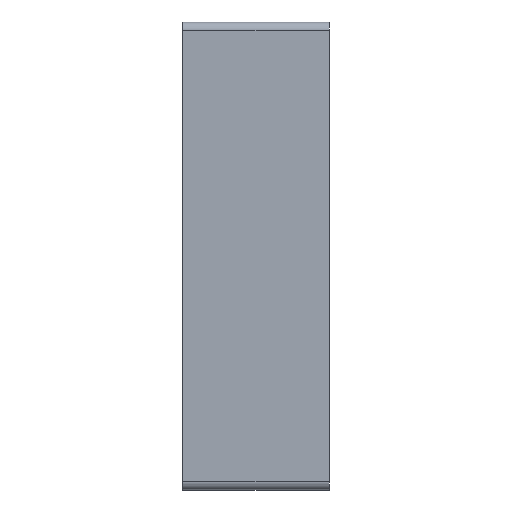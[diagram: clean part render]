
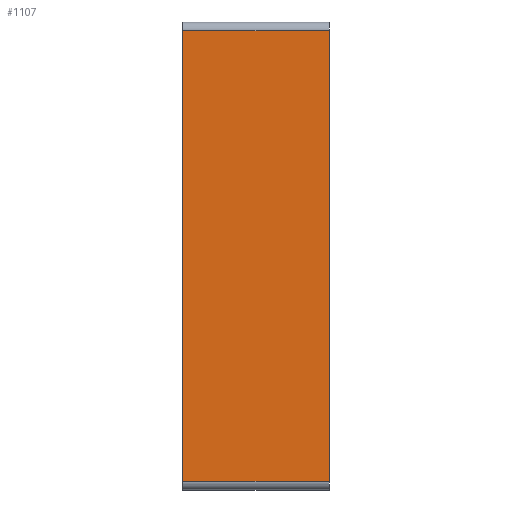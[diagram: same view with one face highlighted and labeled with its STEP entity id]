
A CAD part, left-side view. The second image highlights one B-rep face of the part: STEP entity #1107.
In plain terms, the highlighted planar face has unit normal (-1, 0, 0).
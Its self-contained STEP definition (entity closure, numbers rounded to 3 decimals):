
#25 = VECTOR ( 'NONE', #119, 1000. ) ;
#78 = VERTEX_POINT ( 'NONE', #587 ) ;
#116 = DIRECTION ( 'NONE',  ( 0., -1., 0. ) ) ;
#119 = DIRECTION ( 'NONE',  ( 0., 0., 1. ) ) ;
#243 = VERTEX_POINT ( 'NONE', #666 ) ;
#267 = ORIENTED_EDGE ( 'NONE', *, *, #297, .T. ) ;
#297 = EDGE_CURVE ( 'NONE', #1229, #469, #637, .T. ) ;
#344 = DIRECTION ( 'NONE',  ( 0., 0., 1. ) ) ;
#469 = VERTEX_POINT ( 'NONE', #1258 ) ;
#587 = CARTESIAN_POINT ( 'NONE',  ( 0., 25., -1.5 ) ) ;
#637 = LINE ( 'NONE', #1220, #25 ) ;
#664 = ORIENTED_EDGE ( 'NONE', *, *, #1338, .T. ) ;
#666 = CARTESIAN_POINT ( 'NONE',  ( 0., 25., -78.5 ) ) ;
#689 = EDGE_CURVE ( 'NONE', #469, #78, #696, .T. ) ;
#693 = DIRECTION ( 'NONE',  ( 0., 0., -1. ) ) ;
#696 = LINE ( 'NONE', #1588, #1450 ) ;
#754 = CARTESIAN_POINT ( 'NONE',  ( 0., 0., -78.5 ) ) ;
#873 = EDGE_LOOP ( 'NONE', ( #1033, #1172, #664, #267 ) ) ;
#934 = PLANE ( 'NONE',  #1058 ) ;
#970 = DIRECTION ( 'NONE',  ( 0., 1., 0. ) ) ;
#978 = LINE ( 'NONE', #1478, #1476 ) ;
#991 = LINE ( 'NONE', #1247, #1266 ) ;
#1033 = ORIENTED_EDGE ( 'NONE', *, *, #689, .T. ) ;
#1058 = AXIS2_PLACEMENT_3D ( 'NONE', #1315, #1216, #693 ) ;
#1107 = ADVANCED_FACE ( 'NONE', ( #1564 ), #934, .F. ) ;
#1172 = ORIENTED_EDGE ( 'NONE', *, *, #1379, .F. ) ;
#1216 = DIRECTION ( 'NONE',  ( 1., 0., 0. ) ) ;
#1220 = CARTESIAN_POINT ( 'NONE',  ( 0., 0., 0. ) ) ;
#1229 = VERTEX_POINT ( 'NONE', #754 ) ;
#1247 = CARTESIAN_POINT ( 'NONE',  ( 0., 25., -78.5 ) ) ;
#1258 = CARTESIAN_POINT ( 'NONE',  ( 0., 0., -1.5 ) ) ;
#1266 = VECTOR ( 'NONE', #116, 1000. ) ;
#1315 = CARTESIAN_POINT ( 'NONE',  ( 0., 25., 0. ) ) ;
#1338 = EDGE_CURVE ( 'NONE', #243, #1229, #991, .T. ) ;
#1379 = EDGE_CURVE ( 'NONE', #243, #78, #978, .T. ) ;
#1450 = VECTOR ( 'NONE', #970, 1000. ) ;
#1476 = VECTOR ( 'NONE', #344, 1000. ) ;
#1478 = CARTESIAN_POINT ( 'NONE',  ( 0., 25., 0. ) ) ;
#1564 = FACE_OUTER_BOUND ( 'NONE', #873, .T. ) ;
#1588 = CARTESIAN_POINT ( 'NONE',  ( 0., 25., -1.5 ) ) ;
